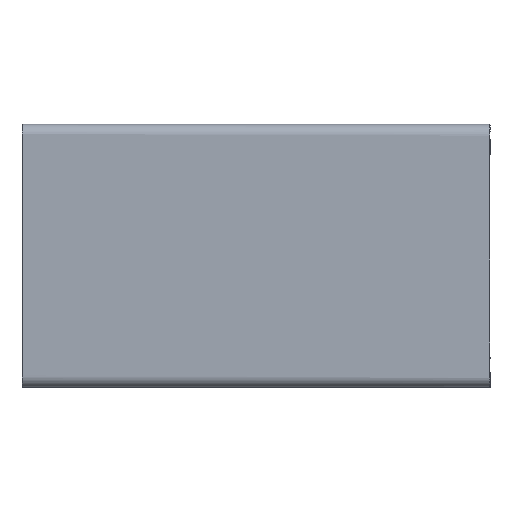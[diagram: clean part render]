
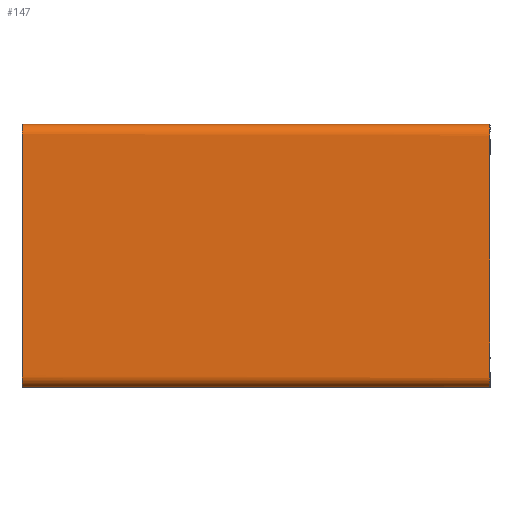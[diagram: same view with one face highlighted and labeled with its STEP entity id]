
A CAD part, left-side view. The second image highlights one B-rep face of the part: STEP entity #147.
In plain terms, the highlighted free-form (B-spline) face has degree [2, 1] with [9, 2] control points.
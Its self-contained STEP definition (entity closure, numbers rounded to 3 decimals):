
#33 = VERTEX_POINT('',#34);
#34 = CARTESIAN_POINT('',(-0.78,-0.4,0.));
#46 = EDGE_CURVE('',#47,#33,#49,.T.);
#47 = VERTEX_POINT('',#48);
#48 = CARTESIAN_POINT('',(-0.78,0.4,0.));
#49 = B_SPLINE_CURVE_WITH_KNOTS('',1,(#50,#51),.UNSPECIFIED.,.F.,.F.,(2,
    2),(-0.8,0.),.PIECEWISE_BEZIER_KNOTS.);
#50 = CARTESIAN_POINT('',(-0.78,0.4,0.));
#51 = CARTESIAN_POINT('',(-0.78,-0.4,0.));
#95 = EDGE_CURVE('',#96,#33,#98,.T.);
#96 = VERTEX_POINT('',#97);
#97 = CARTESIAN_POINT('',(-0.55,-0.4,0.45));
#98 = ( BOUNDED_CURVE() B_SPLINE_CURVE(2,(#99,#100,#101,#102,#103,#104,
#105,#106,#107),.UNSPECIFIED.,.F.,.F.) B_SPLINE_CURVE_WITH_KNOTS((3,2,2,
    2,3),(-0.671,-0.441,-0.41,0.,
0.031),.UNSPECIFIED.) CURVE() GEOMETRIC_REPRESENTATION_ITEM
() RATIONAL_B_SPLINE_CURVE((1.,1.,1.,0.707,1.,1.,1.,
0.707,1.)) REPRESENTATION_ITEM('') );
#99 = CARTESIAN_POINT('',(-0.55,-0.4,0.45));
#100 = CARTESIAN_POINT('',(-0.665,-0.4,0.45));
#101 = CARTESIAN_POINT('',(-0.78,-0.4,0.45));
#102 = CARTESIAN_POINT('',(-0.8,-0.4,0.45));
#103 = CARTESIAN_POINT('',(-0.8,-0.4,0.43));
#104 = CARTESIAN_POINT('',(-0.8,-0.4,0.225));
#105 = CARTESIAN_POINT('',(-0.8,-0.4,0.02));
#106 = CARTESIAN_POINT('',(-0.8,-0.4,0.));
#107 = CARTESIAN_POINT('',(-0.78,-0.4,0.));
#147 = ADVANCED_FACE('',(#148),#171,.T.);
#148 = FACE_BOUND('',#149,.T.);
#149 = EDGE_LOOP('',(#150,#157,#169,#170));
#150 = ORIENTED_EDGE('',*,*,#151,.T.);
#151 = EDGE_CURVE('',#96,#152,#154,.T.);
#152 = VERTEX_POINT('',#153);
#153 = CARTESIAN_POINT('',(-0.55,0.4,0.45));
#154 = B_SPLINE_CURVE_WITH_KNOTS('',1,(#155,#156),.UNSPECIFIED.,.F.,.F.,
  (2,2),(0.,0.8),.PIECEWISE_BEZIER_KNOTS.);
#155 = CARTESIAN_POINT('',(-0.55,-0.4,0.45));
#156 = CARTESIAN_POINT('',(-0.55,0.4,0.45));
#157 = ORIENTED_EDGE('',*,*,#158,.F.);
#158 = EDGE_CURVE('',#47,#152,#159,.T.);
#159 = ( BOUNDED_CURVE() B_SPLINE_CURVE(2,(#160,#161,#162,#163,#164,#165
,#166,#167,#168),.UNSPECIFIED.,.F.,.F.) B_SPLINE_CURVE_WITH_KNOTS((3,2,2
    ,2,3),(-0.031,0.,0.41,0.441,
0.671),.UNSPECIFIED.) CURVE() GEOMETRIC_REPRESENTATION_ITEM() 
RATIONAL_B_SPLINE_CURVE((1.,0.707,1.,1.,1.,0.707,1.,1.
,1.)) REPRESENTATION_ITEM('') );
#160 = CARTESIAN_POINT('',(-0.78,0.4,0.));
#161 = CARTESIAN_POINT('',(-0.8,0.4,0.));
#162 = CARTESIAN_POINT('',(-0.8,0.4,0.02));
#163 = CARTESIAN_POINT('',(-0.8,0.4,0.225));
#164 = CARTESIAN_POINT('',(-0.8,0.4,0.43));
#165 = CARTESIAN_POINT('',(-0.8,0.4,0.45));
#166 = CARTESIAN_POINT('',(-0.78,0.4,0.45));
#167 = CARTESIAN_POINT('',(-0.665,0.4,0.45));
#168 = CARTESIAN_POINT('',(-0.55,0.4,0.45));
#169 = ORIENTED_EDGE('',*,*,#46,.T.);
#170 = ORIENTED_EDGE('',*,*,#95,.F.);
#171 = ( BOUNDED_SURFACE() B_SPLINE_SURFACE(2,1,(
    (#172,#173)
    ,(#174,#175)
    ,(#176,#177)
    ,(#178,#179)
    ,(#180,#181)
    ,(#182,#183)
    ,(#184,#185)
    ,(#186,#187)
,(#188,#189
    )),.UNSPECIFIED.,.F.,.F.,.F.) B_SPLINE_SURFACE_WITH_KNOTS((3,2,2,2,3
    ),(2,2),(-0.031,0.,0.41,0.441,
    0.671),(0.,0.8),.UNSPECIFIED.) 
GEOMETRIC_REPRESENTATION_ITEM() RATIONAL_B_SPLINE_SURFACE((
    (1.,1.)
    ,(0.707,0.707)
    ,(1.,1.)
    ,(1.,1.)
    ,(1.,1.)
    ,(0.707,0.707)
    ,(1.,1.)
    ,(1.,1.)
,(1.,1.))) REPRESENTATION_ITEM('') SURFACE() );
#172 = CARTESIAN_POINT('',(-0.78,-0.4,0.));
#173 = CARTESIAN_POINT('',(-0.78,0.4,0.));
#174 = CARTESIAN_POINT('',(-0.8,-0.4,0.));
#175 = CARTESIAN_POINT('',(-0.8,0.4,0.));
#176 = CARTESIAN_POINT('',(-0.8,-0.4,0.02));
#177 = CARTESIAN_POINT('',(-0.8,0.4,0.02));
#178 = CARTESIAN_POINT('',(-0.8,-0.4,0.225));
#179 = CARTESIAN_POINT('',(-0.8,0.4,0.225));
#180 = CARTESIAN_POINT('',(-0.8,-0.4,0.43));
#181 = CARTESIAN_POINT('',(-0.8,0.4,0.43));
#182 = CARTESIAN_POINT('',(-0.8,-0.4,0.45));
#183 = CARTESIAN_POINT('',(-0.8,0.4,0.45));
#184 = CARTESIAN_POINT('',(-0.78,-0.4,0.45));
#185 = CARTESIAN_POINT('',(-0.78,0.4,0.45));
#186 = CARTESIAN_POINT('',(-0.665,-0.4,0.45));
#187 = CARTESIAN_POINT('',(-0.665,0.4,0.45));
#188 = CARTESIAN_POINT('',(-0.55,-0.4,0.45));
#189 = CARTESIAN_POINT('',(-0.55,0.4,0.45));
